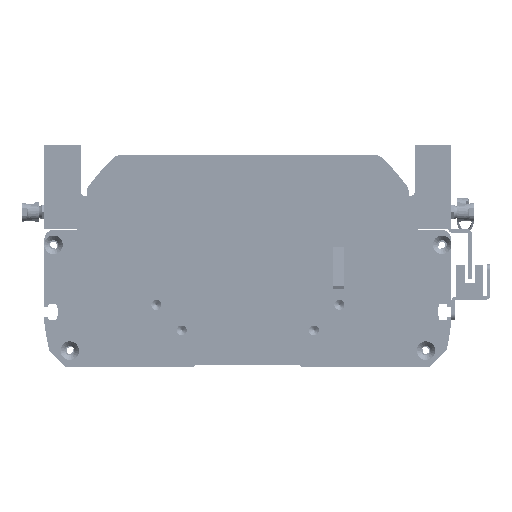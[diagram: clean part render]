
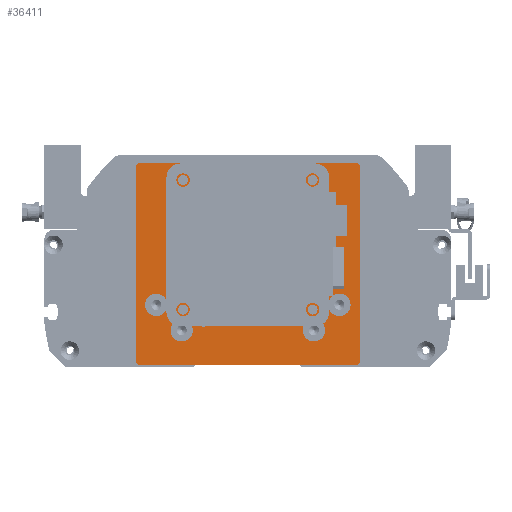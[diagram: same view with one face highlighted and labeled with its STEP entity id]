
A CAD part, front view. The second image highlights one B-rep face of the part: STEP entity #36411.
In plain terms, the highlighted face is planar.
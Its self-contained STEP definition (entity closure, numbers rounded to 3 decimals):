
#2738=FACE_BOUND('',#9022,.T.);
#2739=FACE_BOUND('',#9023,.T.);
#2740=FACE_BOUND('',#9024,.T.);
#2741=FACE_BOUND('',#9025,.T.);
#2742=FACE_BOUND('',#9026,.T.);
#2743=FACE_BOUND('',#9027,.T.);
#2744=FACE_BOUND('',#9028,.T.);
#2745=FACE_BOUND('',#9029,.T.);
#2746=FACE_BOUND('',#9030,.T.);
#4716=CIRCLE('',#40790,2.459);
#4717=CIRCLE('',#40793,2.459);
#4718=CIRCLE('',#40801,2.459);
#4719=CIRCLE('',#40803,2.459);
#4722=CIRCLE('',#40808,5.5);
#4725=CIRCLE('',#40814,5.5);
#4728=CIRCLE('',#40820,5.5);
#4731=CIRCLE('',#40826,5.5);
#4733=CIRCLE('',#40831,35.);
#6660=FACE_OUTER_BOUND('',#9021,.T.);
#9021=EDGE_LOOP('',(#33031,#33032,#33033,#33034,#33035,#33036,#33037,#33038));
#9022=EDGE_LOOP('',(#33039));
#9023=EDGE_LOOP('',(#33040));
#9024=EDGE_LOOP('',(#33041));
#9025=EDGE_LOOP('',(#33042));
#9026=EDGE_LOOP('',(#33043));
#9027=EDGE_LOOP('',(#33044));
#9028=EDGE_LOOP('',(#33045));
#9029=EDGE_LOOP('',(#33046));
#9030=EDGE_LOOP('',(#33047));
#11765=LINE('',#64839,#14560);
#11768=LINE('',#64848,#14563);
#11771=LINE('',#64853,#14566);
#11773=LINE('',#64856,#14568);
#11774=LINE('',#64859,#14569);
#11776=LINE('',#64863,#14571);
#11778=LINE('',#64867,#14573);
#11791=LINE('',#64929,#14586);
#14560=VECTOR('',#51203,10.);
#14563=VECTOR('',#51212,10.);
#14566=VECTOR('',#51217,10.);
#14568=VECTOR('',#51221,10.);
#14569=VECTOR('',#51224,10.);
#14571=VECTOR('',#51228,10.);
#14573=VECTOR('',#51232,10.);
#14586=VECTOR('',#51311,10.);
#17986=VERTEX_POINT('',#64832);
#17987=VERTEX_POINT('',#64836);
#17988=VERTEX_POINT('',#64838);
#17989=VERTEX_POINT('',#64842);
#17990=VERTEX_POINT('',#64846);
#17991=VERTEX_POINT('',#64847);
#17992=VERTEX_POINT('',#64852);
#17993=VERTEX_POINT('',#64858);
#17994=VERTEX_POINT('',#64862);
#17995=VERTEX_POINT('',#64866);
#17996=VERTEX_POINT('',#64870);
#17997=VERTEX_POINT('',#64874);
#18000=VERTEX_POINT('',#64883);
#18003=VERTEX_POINT('',#64894);
#18006=VERTEX_POINT('',#64905);
#18009=VERTEX_POINT('',#64916);
#18011=VERTEX_POINT('',#64925);
#23015=EDGE_CURVE('',#17986,#17986,#4716,.T.);
#23018=EDGE_CURVE('',#17988,#17987,#11765,.T.);
#23020=EDGE_CURVE('',#17989,#17989,#4717,.T.);
#23022=EDGE_CURVE('',#17990,#17991,#11768,.T.);
#23025=EDGE_CURVE('',#17992,#17991,#11771,.T.);
#23027=EDGE_CURVE('',#17992,#17987,#11773,.T.);
#23028=EDGE_CURVE('',#17988,#17993,#11774,.T.);
#23030=EDGE_CURVE('',#17994,#17993,#11776,.T.);
#23032=EDGE_CURVE('',#17994,#17995,#11778,.T.);
#23034=EDGE_CURVE('',#17996,#17996,#4718,.T.);
#23036=EDGE_CURVE('',#17997,#17997,#4719,.T.);
#23040=EDGE_CURVE('',#18000,#18000,#4722,.T.);
#23045=EDGE_CURVE('',#18003,#18003,#4725,.T.);
#23050=EDGE_CURVE('',#18006,#18006,#4728,.T.);
#23055=EDGE_CURVE('',#18009,#18009,#4731,.T.);
#23059=EDGE_CURVE('',#18011,#18011,#4733,.T.);
#23061=EDGE_CURVE('',#17990,#17995,#11791,.T.);
#33031=ORIENTED_EDGE('',*,*,#23022,.F.);
#33032=ORIENTED_EDGE('',*,*,#23061,.T.);
#33033=ORIENTED_EDGE('',*,*,#23032,.F.);
#33034=ORIENTED_EDGE('',*,*,#23030,.T.);
#33035=ORIENTED_EDGE('',*,*,#23028,.F.);
#33036=ORIENTED_EDGE('',*,*,#23018,.T.);
#33037=ORIENTED_EDGE('',*,*,#23027,.F.);
#33038=ORIENTED_EDGE('',*,*,#23025,.T.);
#33039=ORIENTED_EDGE('',*,*,#23034,.T.);
#33040=ORIENTED_EDGE('',*,*,#23020,.T.);
#33041=ORIENTED_EDGE('',*,*,#23036,.T.);
#33042=ORIENTED_EDGE('',*,*,#23015,.T.);
#33043=ORIENTED_EDGE('',*,*,#23040,.T.);
#33044=ORIENTED_EDGE('',*,*,#23045,.T.);
#33045=ORIENTED_EDGE('',*,*,#23050,.T.);
#33046=ORIENTED_EDGE('',*,*,#23055,.T.);
#33047=ORIENTED_EDGE('',*,*,#23059,.T.);
#34500=PLANE('',#40833);
#36411=ADVANCED_FACE('',(#6660,#2738,#2739,#2740,#2741,#2742,#2743,#2744,
#2745,#2746),#34500,.T.);
#40790=AXIS2_PLACEMENT_3D('',#64833,#51197,#51198);
#40793=AXIS2_PLACEMENT_3D('',#64843,#51207,#51208);
#40801=AXIS2_PLACEMENT_3D('',#64871,#51236,#51237);
#40803=AXIS2_PLACEMENT_3D('',#64875,#51241,#51242);
#40808=AXIS2_PLACEMENT_3D('',#64884,#51252,#51253);
#40814=AXIS2_PLACEMENT_3D('',#64895,#51266,#51267);
#40820=AXIS2_PLACEMENT_3D('',#64906,#51280,#51281);
#40826=AXIS2_PLACEMENT_3D('',#64917,#51294,#51295);
#40831=AXIS2_PLACEMENT_3D('',#64926,#51306,#51307);
#40833=AXIS2_PLACEMENT_3D('',#64930,#51312,#51313);
#51197=DIRECTION('center_axis',(0.,0.,-1.));
#51198=DIRECTION('ref_axis',(1.,0.,0.));
#51203=DIRECTION('',(-1.,0.,0.));
#51207=DIRECTION('center_axis',(0.,0.,-1.));
#51208=DIRECTION('ref_axis',(1.,0.,0.));
#51212=DIRECTION('',(-0.707,0.707,0.));
#51217=DIRECTION('',(0.,-1.,0.));
#51221=DIRECTION('',(0.707,0.707,0.));
#51224=DIRECTION('',(0.707,-0.707,0.));
#51228=DIRECTION('',(0.,1.,0.));
#51232=DIRECTION('',(-0.707,-0.707,0.));
#51236=DIRECTION('center_axis',(0.,0.,-1.));
#51237=DIRECTION('ref_axis',(1.,0.,0.));
#51241=DIRECTION('center_axis',(0.,0.,-1.));
#51242=DIRECTION('ref_axis',(1.,0.,0.));
#51252=DIRECTION('center_axis',(0.,0.,-1.));
#51253=DIRECTION('ref_axis',(1.,0.,0.));
#51266=DIRECTION('center_axis',(0.,0.,-1.));
#51267=DIRECTION('ref_axis',(1.,0.,0.));
#51280=DIRECTION('center_axis',(0.,0.,-1.));
#51281=DIRECTION('ref_axis',(1.,0.,0.));
#51294=DIRECTION('center_axis',(0.,0.,-1.));
#51295=DIRECTION('ref_axis',(1.,0.,0.));
#51306=DIRECTION('center_axis',(0.,0.,-1.));
#51307=DIRECTION('ref_axis',(1.,0.,0.));
#51311=DIRECTION('',(1.,0.,0.));
#51312=DIRECTION('center_axis',(0.,0.,1.));
#51313=DIRECTION('ref_axis',(1.,0.,0.));
#64832=CARTESIAN_POINT('',(29.361,41.32,89.));
#64833=CARTESIAN_POINT('Origin',(31.82,41.32,89.));
#64836=CARTESIAN_POINT('',(-54.,49.5,89.));
#64838=CARTESIAN_POINT('',(54.,49.5,89.));
#64839=CARTESIAN_POINT('',(55.,49.5,89.));
#64842=CARTESIAN_POINT('',(-34.278,41.32,89.));
#64843=CARTESIAN_POINT('Origin',(-31.82,41.32,89.));
#64846=CARTESIAN_POINT('',(-54.,-49.5,89.));
#64847=CARTESIAN_POINT('',(-55.,-48.5,89.));
#64848=CARTESIAN_POINT('',(-53.125,-50.375,89.));
#64852=CARTESIAN_POINT('',(-55.,48.5,89.));
#64853=CARTESIAN_POINT('',(-55.,49.5,89.));
#64856=CARTESIAN_POINT('',(-53.125,50.375,89.));
#64858=CARTESIAN_POINT('',(55.,48.5,89.));
#64859=CARTESIAN_POINT('',(53.125,50.375,89.));
#64862=CARTESIAN_POINT('',(55.,-48.5,89.));
#64863=CARTESIAN_POINT('',(55.,-49.5,89.));
#64866=CARTESIAN_POINT('',(54.,-49.5,89.));
#64867=CARTESIAN_POINT('',(53.125,-50.375,89.));
#64870=CARTESIAN_POINT('',(29.361,-22.32,89.));
#64871=CARTESIAN_POINT('Origin',(31.82,-22.32,89.));
#64874=CARTESIAN_POINT('',(-34.278,-22.32,89.));
#64875=CARTESIAN_POINT('Origin',(-31.82,-22.32,89.));
#64883=CARTESIAN_POINT('',(27.,-32.5,89.));
#64884=CARTESIAN_POINT('Origin',(32.5,-32.5,89.));
#64894=CARTESIAN_POINT('',(-50.5,-20.,89.));
#64895=CARTESIAN_POINT('Origin',(-45.,-20.,89.));
#64905=CARTESIAN_POINT('',(-38.,-32.5,89.));
#64906=CARTESIAN_POINT('Origin',(-32.5,-32.5,89.));
#64916=CARTESIAN_POINT('',(39.5,-20.,89.));
#64917=CARTESIAN_POINT('Origin',(45.,-20.,89.));
#64925=CARTESIAN_POINT('',(-35.,9.5,89.));
#64926=CARTESIAN_POINT('Origin',(0.,9.5,89.));
#64929=CARTESIAN_POINT('',(-55.,-49.5,89.));
#64930=CARTESIAN_POINT('Origin',(0.,0.,
89.));
